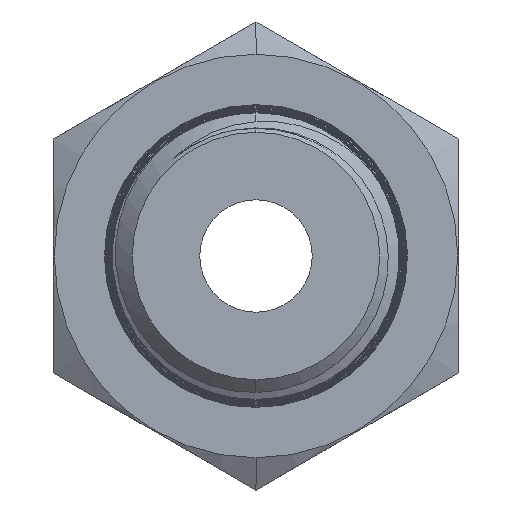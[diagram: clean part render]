
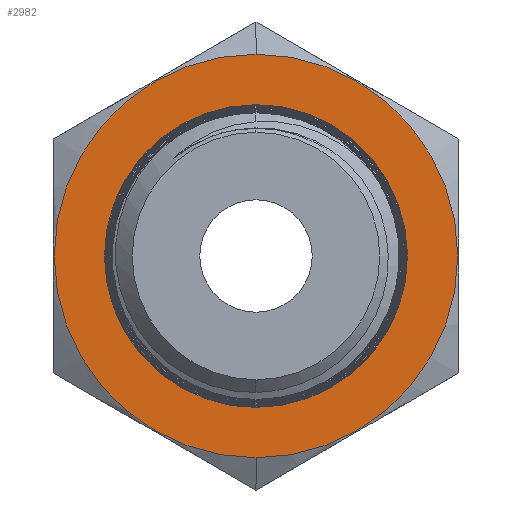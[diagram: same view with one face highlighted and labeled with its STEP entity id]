
A CAD part, left-side view. The second image highlights one B-rep face of the part: STEP entity #2982.
In plain terms, the highlighted planar face has unit normal (-1, 0, 0).
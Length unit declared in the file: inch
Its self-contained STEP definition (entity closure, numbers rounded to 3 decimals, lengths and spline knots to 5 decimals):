
#425 = ORIENTED_EDGE ( 'NONE', *, *, #878, .F. ) ;
#878 = EDGE_CURVE ( 'NONE', #15397, #12915, #10423, .T. ) ;
#1056 = AXIS2_PLACEMENT_3D ( 'NONE', #11403, #4184, #12613 ) ;
#1262 = PLANE ( 'NONE',  #11853 ) ;
#2466 = DIRECTION ( 'NONE',  ( 0., 0., 1. ) ) ;
#2982 = ADVANCED_FACE ( 'NONE', ( #12275, #7001 ), #1262, .T. ) ;
#3546 = CIRCLE ( 'NONE', #11469, 0.56 ) ;
#4184 = DIRECTION ( 'NONE',  ( -1., 0., 0. ) ) ;
#4197 = EDGE_CURVE ( 'NONE', #12128, #6036, #10758, .T. ) ;
#4420 = EDGE_LOOP ( 'NONE', ( #10080, #425 ) ) ;
#4463 = CARTESIAN_POINT ( 'NONE',  ( -1.125, 0., 0.56 ) ) ;
#4502 = CARTESIAN_POINT ( 'NONE',  ( -1.125, 0., 0.42 ) ) ;
#4695 = AXIS2_PLACEMENT_3D ( 'NONE', #11448, #5494, #7827 ) ;
#4742 = DIRECTION ( 'NONE',  ( -1., 0., 0. ) ) ;
#5494 = DIRECTION ( 'NONE',  ( -1., 0., 0. ) ) ;
#6036 = VERTEX_POINT ( 'NONE', #4463 ) ;
#6195 = AXIS2_PLACEMENT_3D ( 'NONE', #7016, #4742, #14369 ) ;
#6818 = DIRECTION ( 'NONE',  ( 0., 0., 1. ) ) ;
#6967 = CARTESIAN_POINT ( 'NONE',  ( -1.125, 0., 0. ) ) ;
#6988 = CARTESIAN_POINT ( 'NONE',  ( -1.125, 0., -0.56 ) ) ;
#7001 = FACE_OUTER_BOUND ( 'NONE', #8501, .T. ) ;
#7016 = CARTESIAN_POINT ( 'NONE',  ( -1.125, 0., 0. ) ) ;
#7741 = ORIENTED_EDGE ( 'NONE', *, *, #4197, .T. ) ;
#7827 = DIRECTION ( 'NONE',  ( 0., 0., 1. ) ) ;
#8326 = EDGE_CURVE ( 'NONE', #12915, #15397, #10164, .T. ) ;
#8501 = EDGE_LOOP ( 'NONE', ( #14187, #7741 ) ) ;
#9371 = EDGE_CURVE ( 'NONE', #6036, #12128, #3546, .T. ) ;
#9689 = DIRECTION ( 'NONE',  ( -1., 0., 0. ) ) ;
#9701 = CARTESIAN_POINT ( 'NONE',  ( -1.125, 0., -0.42 ) ) ;
#10080 = ORIENTED_EDGE ( 'NONE', *, *, #8326, .F. ) ;
#10164 = CIRCLE ( 'NONE', #4695, 0.42 ) ;
#10423 = CIRCLE ( 'NONE', #1056, 0.42 ) ;
#10758 = CIRCLE ( 'NONE', #6195, 0.56 ) ;
#11403 = CARTESIAN_POINT ( 'NONE',  ( -1.125, 0., 0. ) ) ;
#11448 = CARTESIAN_POINT ( 'NONE',  ( -1.125, 0., 0. ) ) ;
#11469 = AXIS2_PLACEMENT_3D ( 'NONE', #6967, #11661, #6818 ) ;
#11661 = DIRECTION ( 'NONE',  ( -1., 0., 0. ) ) ;
#11853 = AXIS2_PLACEMENT_3D ( 'NONE', #11900, #9689, #2466 ) ;
#11900 = CARTESIAN_POINT ( 'NONE',  ( -1.125, 0., -0.42 ) ) ;
#12128 = VERTEX_POINT ( 'NONE', #6988 ) ;
#12275 = FACE_BOUND ( 'NONE', #4420, .T. ) ;
#12613 = DIRECTION ( 'NONE',  ( 0., 0., 1. ) ) ;
#12915 = VERTEX_POINT ( 'NONE', #4502 ) ;
#14187 = ORIENTED_EDGE ( 'NONE', *, *, #9371, .T. ) ;
#14369 = DIRECTION ( 'NONE',  ( 0., 0., 1. ) ) ;
#15397 = VERTEX_POINT ( 'NONE', #9701 ) ;
